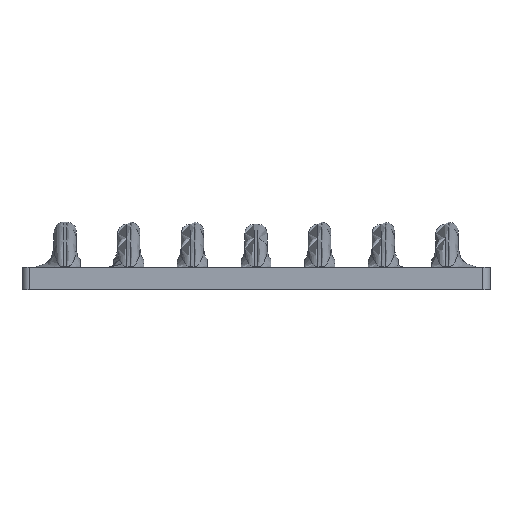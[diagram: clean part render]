
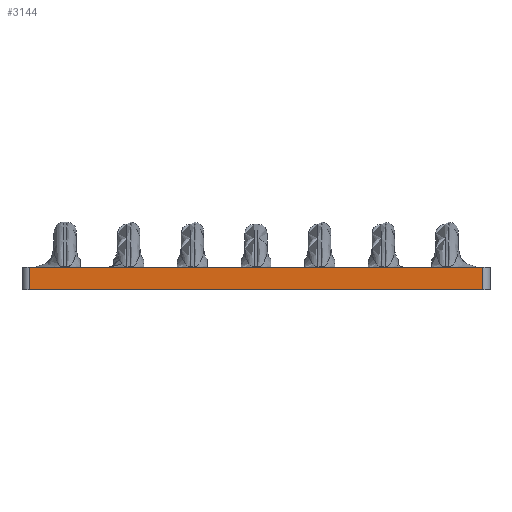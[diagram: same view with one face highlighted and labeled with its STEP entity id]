
A CAD part, front view. The second image highlights one B-rep face of the part: STEP entity #3144.
In plain terms, the highlighted planar face has unit normal (0, -1, 0).
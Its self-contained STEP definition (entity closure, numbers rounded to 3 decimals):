
#94 = EDGE_CURVE ( 'NONE', #4747, #1900, #5941, .T. ) ;
#413 = ORIENTED_EDGE ( 'NONE', *, *, #94, .F. ) ;
#595 = EDGE_CURVE ( 'NONE', #5334, #4747, #7902, .T. ) ;
#1306 = PLANE ( 'NONE',  #6904 ) ;
#1540 = DIRECTION ( 'NONE',  ( 1., 0., 0. ) ) ;
#1900 = VERTEX_POINT ( 'NONE', #6099 ) ;
#1955 = DIRECTION ( 'NONE',  ( 0., 1., 0. ) ) ;
#2232 = CARTESIAN_POINT ( 'NONE',  ( -61.777, -212.861, 6. ) ) ;
#2810 = DIRECTION ( 'NONE',  ( 1., 0., 0. ) ) ;
#2887 = ORIENTED_EDGE ( 'NONE', *, *, #3892, .T. ) ;
#3144 = ADVANCED_FACE ( 'NONE', ( #7008 ), #1306, .F. ) ;
#3522 = VECTOR ( 'NONE', #1540, 1000. ) ;
#3892 = EDGE_CURVE ( 'NONE', #5334, #7705, #6105, .T. ) ;
#4099 = CARTESIAN_POINT ( 'NONE',  ( -61.777, -212.861, 6. ) ) ;
#4235 = DIRECTION ( 'NONE',  ( 0., 0., -1. ) ) ;
#4355 = VECTOR ( 'NONE', #2810, 1000. ) ;
#4747 = VERTEX_POINT ( 'NONE', #7833 ) ;
#4749 = CARTESIAN_POINT ( 'NONE',  ( -61.777, -212.861, 0. ) ) ;
#4752 = DIRECTION ( 'NONE',  ( 0., 0., -1. ) ) ;
#5267 = EDGE_CURVE ( 'NONE', #7705, #1900, #6875, .T. ) ;
#5334 = VERTEX_POINT ( 'NONE', #2232 ) ;
#5739 = VECTOR ( 'NONE', #4235, 1000. ) ;
#5743 = CARTESIAN_POINT ( 'NONE',  ( -61.777, -212.861, 6. ) ) ;
#5910 = EDGE_LOOP ( 'NONE', ( #6779, #413, #8086, #2887 ) ) ;
#5941 = LINE ( 'NONE', #6106, #5739 ) ;
#6099 = CARTESIAN_POINT ( 'NONE',  ( 59.223, -212.861, 0. ) ) ;
#6105 = LINE ( 'NONE', #4099, #7195 ) ;
#6106 = CARTESIAN_POINT ( 'NONE',  ( 59.223, -212.861, 6. ) ) ;
#6364 = DIRECTION ( 'NONE',  ( 0., 0., 1. ) ) ;
#6779 = ORIENTED_EDGE ( 'NONE', *, *, #5267, .T. ) ;
#6875 = LINE ( 'NONE', #4749, #3522 ) ;
#6904 = AXIS2_PLACEMENT_3D ( 'NONE', #5743, #1955, #6364 ) ;
#7008 = FACE_OUTER_BOUND ( 'NONE', #5910, .T. ) ;
#7195 = VECTOR ( 'NONE', #4752, 1000. ) ;
#7240 = CARTESIAN_POINT ( 'NONE',  ( -61.777, -212.861, 6. ) ) ;
#7705 = VERTEX_POINT ( 'NONE', #7873 ) ;
#7833 = CARTESIAN_POINT ( 'NONE',  ( 59.223, -212.861, 6. ) ) ;
#7873 = CARTESIAN_POINT ( 'NONE',  ( -61.777, -212.861, 0. ) ) ;
#7902 = LINE ( 'NONE', #7240, #4355 ) ;
#8086 = ORIENTED_EDGE ( 'NONE', *, *, #595, .F. ) ;
